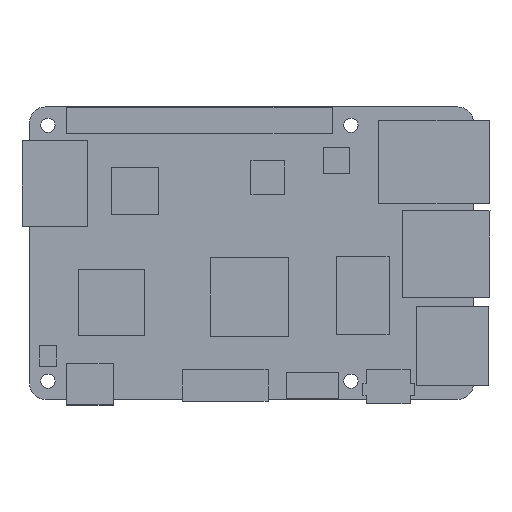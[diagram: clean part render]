
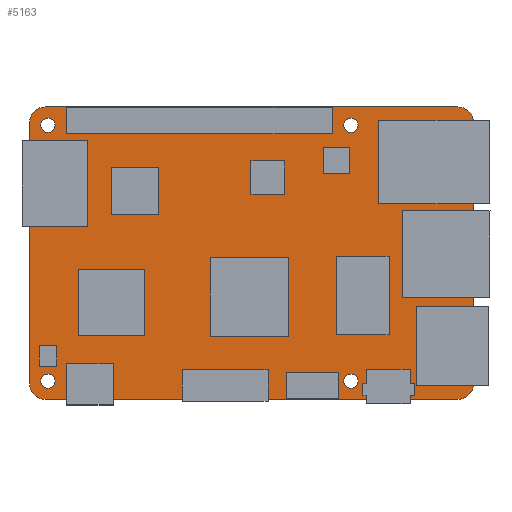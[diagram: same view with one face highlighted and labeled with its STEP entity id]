
A CAD part, top view. The second image highlights one B-rep face of the part: STEP entity #5163.
In plain terms, the highlighted planar face has unit normal (0, 0, 1).
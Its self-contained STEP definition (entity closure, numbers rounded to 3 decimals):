
#4754 = VERTEX_POINT('',#4755);
#4755 = CARTESIAN_POINT('',(3.,56.,1.13));
#4761 = EDGE_CURVE('',#4754,#4762,#4764,.T.);
#4762 = VERTEX_POINT('',#4763);
#4763 = CARTESIAN_POINT('',(0.,53.,1.13));
#4764 = CIRCLE('',#4765,3.);
#4765 = AXIS2_PLACEMENT_3D('',#4766,#4767,#4768);
#4766 = CARTESIAN_POINT('',(3.,53.,1.13));
#4767 = DIRECTION('',(0.,0.,1.));
#4768 = DIRECTION('',(1.,0.,0.));
#4794 = EDGE_CURVE('',#4754,#4795,#4797,.T.);
#4795 = VERTEX_POINT('',#4796);
#4796 = CARTESIAN_POINT('',(82.,56.,1.13));
#4797 = LINE('',#4798,#4799);
#4798 = CARTESIAN_POINT('',(3.,56.,1.13));
#4799 = VECTOR('',#4800,1.);
#4800 = DIRECTION('',(1.,0.,0.));
#4827 = VERTEX_POINT('',#4828);
#4828 = CARTESIAN_POINT('',(85.,53.,1.13));
#4834 = EDGE_CURVE('',#4827,#4795,#4835,.T.);
#4835 = CIRCLE('',#4836,3.);
#4836 = AXIS2_PLACEMENT_3D('',#4837,#4838,#4839);
#4837 = CARTESIAN_POINT('',(82.,53.,1.13));
#4838 = DIRECTION('',(0.,0.,1.));
#4839 = DIRECTION('',(1.,0.,0.));
#4858 = EDGE_CURVE('',#4827,#4859,#4861,.T.);
#4859 = VERTEX_POINT('',#4860);
#4860 = CARTESIAN_POINT('',(85.,3.,1.13));
#4861 = LINE('',#4862,#4863);
#4862 = CARTESIAN_POINT('',(85.,53.,1.13));
#4863 = VECTOR('',#4864,1.);
#4864 = DIRECTION('',(0.,-1.,0.));
#4891 = VERTEX_POINT('',#4892);
#4892 = CARTESIAN_POINT('',(82.,0.,1.13));
#4898 = EDGE_CURVE('',#4891,#4859,#4899,.T.);
#4899 = CIRCLE('',#4900,3.);
#4900 = AXIS2_PLACEMENT_3D('',#4901,#4902,#4903);
#4901 = CARTESIAN_POINT('',(82.,3.,1.13));
#4902 = DIRECTION('',(0.,0.,1.));
#4903 = DIRECTION('',(1.,0.,0.));
#4924 = VERTEX_POINT('',#4925);
#4925 = CARTESIAN_POINT('',(3.,0.,1.13));
#4931 = EDGE_CURVE('',#4924,#4891,#4932,.T.);
#4932 = LINE('',#4933,#4934);
#4933 = CARTESIAN_POINT('',(3.,0.,1.13));
#4934 = VECTOR('',#4935,1.);
#4935 = DIRECTION('',(1.,0.,0.));
#4955 = VERTEX_POINT('',#4956);
#4956 = CARTESIAN_POINT('',(0.,3.,1.13));
#4962 = EDGE_CURVE('',#4955,#4924,#4963,.T.);
#4963 = CIRCLE('',#4964,3.);
#4964 = AXIS2_PLACEMENT_3D('',#4965,#4966,#4967);
#4965 = CARTESIAN_POINT('',(3.,3.,1.13));
#4966 = DIRECTION('',(0.,0.,1.));
#4967 = DIRECTION('',(1.,0.,0.));
#4986 = EDGE_CURVE('',#4762,#4955,#4987,.T.);
#4987 = LINE('',#4988,#4989);
#4988 = CARTESIAN_POINT('',(0.,53.,1.13));
#4989 = VECTOR('',#4990,1.);
#4990 = DIRECTION('',(0.,-1.,0.));
#5010 = VERTEX_POINT('',#5011);
#5011 = CARTESIAN_POINT('',(62.875,3.5,1.13));
#5017 = EDGE_CURVE('',#5010,#5010,#5018,.T.);
#5018 = CIRCLE('',#5019,1.375);
#5019 = AXIS2_PLACEMENT_3D('',#5020,#5021,#5022);
#5020 = CARTESIAN_POINT('',(61.5,3.5,1.13));
#5021 = DIRECTION('',(0.,0.,1.));
#5022 = DIRECTION('',(1.,0.,0.));
#5043 = VERTEX_POINT('',#5044);
#5044 = CARTESIAN_POINT('',(4.875,3.5,1.13));
#5050 = EDGE_CURVE('',#5043,#5043,#5051,.T.);
#5051 = CIRCLE('',#5052,1.375);
#5052 = AXIS2_PLACEMENT_3D('',#5053,#5054,#5055);
#5053 = CARTESIAN_POINT('',(3.5,3.5,1.13));
#5054 = DIRECTION('',(0.,0.,1.));
#5055 = DIRECTION('',(1.,0.,0.));
#5076 = VERTEX_POINT('',#5077);
#5077 = CARTESIAN_POINT('',(62.875,52.5,1.13));
#5083 = EDGE_CURVE('',#5076,#5076,#5084,.T.);
#5084 = CIRCLE('',#5085,1.375);
#5085 = AXIS2_PLACEMENT_3D('',#5086,#5087,#5088);
#5086 = CARTESIAN_POINT('',(61.5,52.5,1.13));
#5087 = DIRECTION('',(0.,0.,1.));
#5088 = DIRECTION('',(1.,0.,0.));
#5109 = VERTEX_POINT('',#5110);
#5110 = CARTESIAN_POINT('',(4.875,52.5,1.13));
#5116 = EDGE_CURVE('',#5109,#5109,#5117,.T.);
#5117 = CIRCLE('',#5118,1.375);
#5118 = AXIS2_PLACEMENT_3D('',#5119,#5120,#5121);
#5119 = CARTESIAN_POINT('',(3.5,52.5,1.13));
#5120 = DIRECTION('',(0.,0.,1.));
#5121 = DIRECTION('',(1.,0.,0.));
#5163 = ADVANCED_FACE('',(#5164,#5174,#5177,#5180,#5183),#5186,.T.);
#5164 = FACE_BOUND('',#5165,.F.);
#5165 = EDGE_LOOP('',(#5166,#5167,#5168,#5169,#5170,#5171,#5172,#5173));
#5166 = ORIENTED_EDGE('',*,*,#4761,.F.);
#5167 = ORIENTED_EDGE('',*,*,#4794,.T.);
#5168 = ORIENTED_EDGE('',*,*,#4834,.F.);
#5169 = ORIENTED_EDGE('',*,*,#4858,.T.);
#5170 = ORIENTED_EDGE('',*,*,#4898,.F.);
#5171 = ORIENTED_EDGE('',*,*,#4931,.F.);
#5172 = ORIENTED_EDGE('',*,*,#4962,.F.);
#5173 = ORIENTED_EDGE('',*,*,#4986,.F.);
#5174 = FACE_BOUND('',#5175,.F.);
#5175 = EDGE_LOOP('',(#5176));
#5176 = ORIENTED_EDGE('',*,*,#5017,.T.);
#5177 = FACE_BOUND('',#5178,.F.);
#5178 = EDGE_LOOP('',(#5179));
#5179 = ORIENTED_EDGE('',*,*,#5050,.T.);
#5180 = FACE_BOUND('',#5181,.F.);
#5181 = EDGE_LOOP('',(#5182));
#5182 = ORIENTED_EDGE('',*,*,#5083,.T.);
#5183 = FACE_BOUND('',#5184,.F.);
#5184 = EDGE_LOOP('',(#5185));
#5185 = ORIENTED_EDGE('',*,*,#5116,.T.);
#5186 = PLANE('',#5187);
#5187 = AXIS2_PLACEMENT_3D('',#5188,#5189,#5190);
#5188 = CARTESIAN_POINT('',(41.564,28.,1.13));
#5189 = DIRECTION('',(0.,0.,1.));
#5190 = DIRECTION('',(1.,0.,0.));
